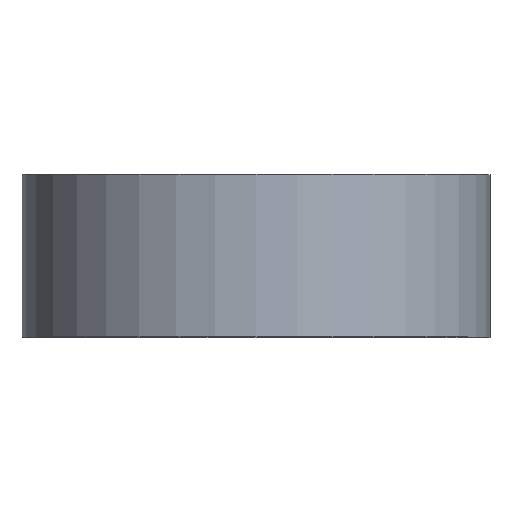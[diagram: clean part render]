
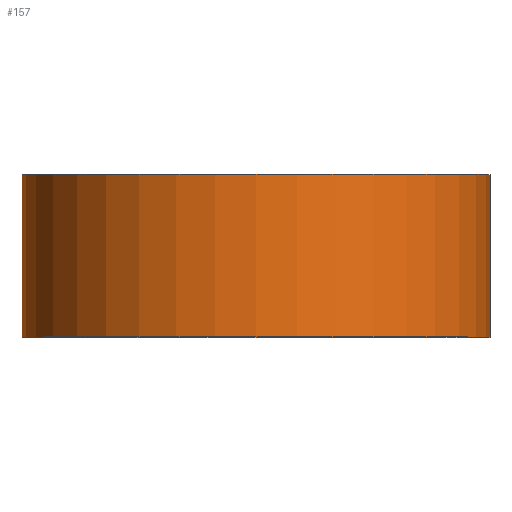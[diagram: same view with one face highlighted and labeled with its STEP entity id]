
A CAD part, top view. The second image highlights one B-rep face of the part: STEP entity #157.
In plain terms, the highlighted cylindrical face has radius 27.407 mm (diameter 54.813 mm), a partial arc.
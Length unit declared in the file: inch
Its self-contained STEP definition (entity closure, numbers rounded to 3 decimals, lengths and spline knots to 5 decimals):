
#18 = FACE_OUTER_BOUND ( 'NONE', #474, .T. ) ;
#80 = EDGE_CURVE ( 'NONE', #629, #583, #289, .T. ) ;
#104 = EDGE_CURVE ( 'NONE', #152, #553, #145, .T. ) ;
#140 = DIRECTION ( 'NONE',  ( 0., -1., 0. ) ) ;
#145 = CIRCLE ( 'NONE', #694, 1.079 ) ;
#152 = VERTEX_POINT ( 'NONE', #654 ) ;
#156 = CARTESIAN_POINT ( 'NONE',  ( 1.079, -0.375, 0. ) ) ;
#157 = ADVANCED_FACE ( 'NONE', ( #18 ), #231, .T. ) ;
#158 = DIRECTION ( 'NONE',  ( 1., 0., 0. ) ) ;
#162 = DIRECTION ( 'NONE',  ( 0., 1., 0. ) ) ;
#164 = CARTESIAN_POINT ( 'NONE',  ( 0., -0.375, 0. ) ) ;
#181 = ORIENTED_EDGE ( 'NONE', *, *, #349, .T. ) ;
#228 = AXIS2_PLACEMENT_3D ( 'NONE', #351, #736, #733 ) ;
#231 = CYLINDRICAL_SURFACE ( 'NONE', #228, 1.079 ) ;
#250 = DIRECTION ( 'NONE',  ( 1., 0., 0. ) ) ;
#253 = DIRECTION ( 'NONE',  ( 0., 1., 0. ) ) ;
#255 = CARTESIAN_POINT ( 'NONE',  ( 0., 0.375, 0. ) ) ;
#276 = CARTESIAN_POINT ( 'NONE',  ( 0., 0.375, -1.079 ) ) ;
#289 = CIRCLE ( 'NONE', #506, 1.079 ) ;
#304 = EDGE_CURVE ( 'NONE', #583, #553, #441, .T. ) ;
#308 = ORIENTED_EDGE ( 'NONE', *, *, #80, .F. ) ;
#349 = EDGE_CURVE ( 'NONE', #629, #152, #454, .T. ) ;
#351 = CARTESIAN_POINT ( 'NONE',  ( 0., 0.375, 0. ) ) ;
#354 = CARTESIAN_POINT ( 'NONE',  ( 1.079, 0.375, 0. ) ) ;
#381 = DIRECTION ( 'NONE',  ( 0., -1., 0. ) ) ;
#441 = LINE ( 'NONE', #354, #449 ) ;
#449 = VECTOR ( 'NONE', #140, 39.37008 ) ;
#454 = LINE ( 'NONE', #276, #722 ) ;
#474 = EDGE_LOOP ( 'NONE', ( #717, #584, #308, #181 ) ) ;
#476 = CARTESIAN_POINT ( 'NONE',  ( 1.079, 0.375, 0. ) ) ;
#506 = AXIS2_PLACEMENT_3D ( 'NONE', #255, #253, #250 ) ;
#553 = VERTEX_POINT ( 'NONE', #156 ) ;
#581 = CARTESIAN_POINT ( 'NONE',  ( 0., 0.375, -1.079 ) ) ;
#583 = VERTEX_POINT ( 'NONE', #476 ) ;
#584 = ORIENTED_EDGE ( 'NONE', *, *, #304, .F. ) ;
#629 = VERTEX_POINT ( 'NONE', #581 ) ;
#654 = CARTESIAN_POINT ( 'NONE',  ( 0., -0.375, -1.079 ) ) ;
#694 = AXIS2_PLACEMENT_3D ( 'NONE', #164, #162, #158 ) ;
#717 = ORIENTED_EDGE ( 'NONE', *, *, #104, .T. ) ;
#722 = VECTOR ( 'NONE', #381, 39.37008 ) ;
#733 = DIRECTION ( 'NONE',  ( 0., 0., -1. ) ) ;
#736 = DIRECTION ( 'NONE',  ( 0., -1., 0. ) ) ;
